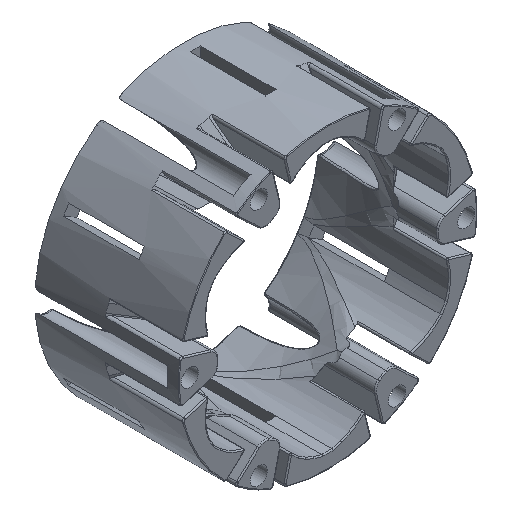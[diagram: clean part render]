
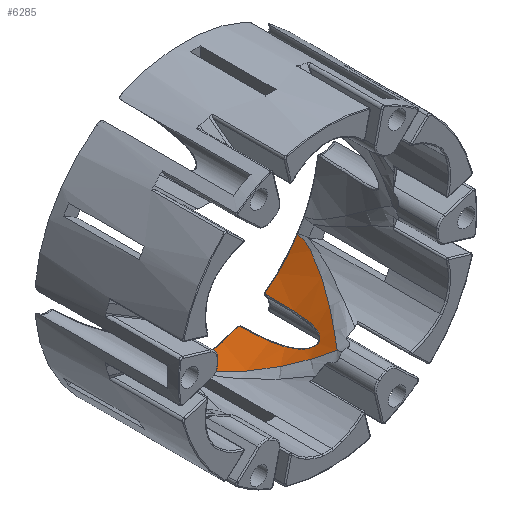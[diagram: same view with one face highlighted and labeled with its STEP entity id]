
A CAD part, isometric view. The second image highlights one B-rep face of the part: STEP entity #6285.
In plain terms, the highlighted free-form (B-spline) face has degree [2, 2] with [3, 3] control points.
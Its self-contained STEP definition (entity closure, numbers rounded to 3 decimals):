
#23=(
BOUNDED_SURFACE()
B_SPLINE_SURFACE(2,2,((#13182,#13183,#13184),(#13185,#13186,#13187),(#13188,
#13189,#13190)),.UNSPECIFIED.,.F.,.F.,.F.)
B_SPLINE_SURFACE_WITH_KNOTS((3,3),(3,3),(-0.441,-0.009),
(1.099,2.043),.UNSPECIFIED.)
GEOMETRIC_REPRESENTATION_ITEM()
RATIONAL_B_SPLINE_SURFACE(((1.,0.891,1.),(0.977,
0.87,0.977),(1.,0.891,1.)))
REPRESENTATION_ITEM('')
SURFACE()
);
#631=FACE_OUTER_BOUND('',#1012,.T.);
#1012=EDGE_LOOP('',(#5225,#5226,#5227,#5228,#5229,#5230,#5231,#5232));
#1376=CIRCLE('',#6901,23.249);
#1435=CIRCLE('',#7013,23.249);
#2250=B_SPLINE_CURVE_WITH_KNOTS('',3,(#12219,#12220,#12221,#12222,#12223),
 .UNSPECIFIED.,.F.,.F.,(4,1,4),(0.,0.024,0.047),
 .UNSPECIFIED.);
#2252=B_SPLINE_CURVE_WITH_KNOTS('',3,(#12302,#12303,#12304,#12305,#12306,
#12307,#12308,#12309,#12310),.UNSPECIFIED.,.F.,.F.,(4,1,1,1,1,1,4),(-1.331,
-1.283,-1.236,-1.141,-0.951,
-0.57,0.),.UNSPECIFIED.);
#2255=B_SPLINE_CURVE_WITH_KNOTS('',3,(#12363,#12364,#12365,#12366,#12367,
#12368,#12369),.UNSPECIFIED.,.F.,.F.,(4,1,1,1,4),(-3.544,-3.204,
-2.86,-2.172,-1.237),.UNSPECIFIED.);
#2276=B_SPLINE_CURVE_WITH_KNOTS('',3,(#12968,#12969,#12970,#12971,#12972),
 .UNSPECIFIED.,.F.,.F.,(4,1,4),(0.,0.024,0.047),
 .UNSPECIFIED.);
#2279=B_SPLINE_CURVE_WITH_KNOTS('',3,(#13052,#13053,#13054,#13055,#13056,
#13057,#13058,#13059,#13060),.UNSPECIFIED.,.F.,.F.,(4,1,1,1,1,1,4),(-1.331,
-1.283,-1.236,-1.141,-0.951,
-0.57,0.),.UNSPECIFIED.);
#2285=B_SPLINE_CURVE_WITH_KNOTS('',3,(#13172,#13173,#13174,#13175,#13176,
#13177,#13178),.UNSPECIFIED.,.F.,.F.,(4,1,1,1,4),(-3.544,-3.204,
-2.86,-2.172,-1.237),.UNSPECIFIED.);
#2757=VERTEX_POINT('',#12175);
#2758=VERTEX_POINT('',#12177);
#2761=VERTEX_POINT('',#12217);
#2763=VERTEX_POINT('',#12288);
#2766=VERTEX_POINT('',#12362);
#2825=VERTEX_POINT('',#12965);
#2826=VERTEX_POINT('',#12967);
#2828=VERTEX_POINT('',#13089);
#3557=EDGE_CURVE('',#2757,#2758,#1376,.T.);
#3563=EDGE_CURVE('',#2761,#2757,#2250,.T.);
#3565=EDGE_CURVE('',#2763,#2761,#2252,.T.);
#3572=EDGE_CURVE('',#2758,#2766,#2255,.T.);
#3682=EDGE_CURVE('',#2826,#2825,#2276,.T.);
#3686=EDGE_CURVE('',#2763,#2826,#2279,.T.);
#3692=EDGE_CURVE('',#2828,#2766,#2285,.T.);
#3695=EDGE_CURVE('',#2825,#2828,#1435,.T.);
#5225=ORIENTED_EDGE('',*,*,#3686,.T.);
#5226=ORIENTED_EDGE('',*,*,#3682,.T.);
#5227=ORIENTED_EDGE('',*,*,#3695,.T.);
#5228=ORIENTED_EDGE('',*,*,#3692,.T.);
#5229=ORIENTED_EDGE('',*,*,#3572,.F.);
#5230=ORIENTED_EDGE('',*,*,#3557,.F.);
#5231=ORIENTED_EDGE('',*,*,#3563,.F.);
#5232=ORIENTED_EDGE('',*,*,#3565,.F.);
#6285=ADVANCED_FACE('',(#631),#23,.F.);
#6901=AXIS2_PLACEMENT_3D('',#12178,#8377,#8378);
#7013=AXIS2_PLACEMENT_3D('',#13191,#8634,#8635);
#8377=DIRECTION('center_axis',(0.,-1.,0.));
#8378=DIRECTION('ref_axis',(0.732,0.,-0.681));
#8634=DIRECTION('center_axis',(0.,1.,0.));
#8635=DIRECTION('ref_axis',(0.224,0.,-0.975));
#12175=CARTESIAN_POINT('',(14.032,24.802,-18.536));
#12177=CARTESIAN_POINT('',(19.508,24.802,-12.646));
#12178=CARTESIAN_POINT('Origin',(0.,24.802,0.));
#12217=CARTESIAN_POINT('',(13.789,24.503,-18.713));
#12219=CARTESIAN_POINT('Ctrl Pts',(13.789,24.503,-18.713));
#12220=CARTESIAN_POINT('Ctrl Pts',(13.79,24.582,-18.714));
#12221=CARTESIAN_POINT('Ctrl Pts',(13.845,24.738,-18.676));
#12222=CARTESIAN_POINT('Ctrl Pts',(13.97,24.802,-18.583));
#12223=CARTESIAN_POINT('Ctrl Pts',(14.032,24.802,-18.536));
#12288=CARTESIAN_POINT('',(10.555,12.27,-18.282));
#12302=CARTESIAN_POINT('Ctrl Pts',(10.555,12.27,-18.282));
#12303=CARTESIAN_POINT('Ctrl Pts',(10.691,12.27,-18.204));
#12304=CARTESIAN_POINT('Ctrl Pts',(10.972,12.369,-18.076));
#12305=CARTESIAN_POINT('Ctrl Pts',(11.441,12.782,-17.948));
#12306=CARTESIAN_POINT('Ctrl Pts',(12.054,13.708,-17.901));
#12307=CARTESIAN_POINT('Ctrl Pts',(12.857,15.771,-18.055));
#12308=CARTESIAN_POINT('Ctrl Pts',(13.582,19.472,-18.483));
#12309=CARTESIAN_POINT('Ctrl Pts',(13.766,22.612,-18.69));
#12310=CARTESIAN_POINT('Ctrl Pts',(13.789,24.503,-18.713));
#12362=CARTESIAN_POINT('',(9.709,8.091,-16.816));
#12363=CARTESIAN_POINT('Ctrl Pts',(19.508,24.802,-12.646));
#12364=CARTESIAN_POINT('Ctrl Pts',(19.46,23.788,-12.704));
#12365=CARTESIAN_POINT('Ctrl Pts',(18.97,21.861,-13.281));
#12366=CARTESIAN_POINT('Ctrl Pts',(17.416,18.46,-14.698));
#12367=CARTESIAN_POINT('Ctrl Pts',(14.46,13.825,-16.427));
#12368=CARTESIAN_POINT('Ctrl Pts',(11.47,10.155,-16.924));
#12369=CARTESIAN_POINT('Ctrl Pts',(9.709,8.091,-16.816));
#12965=CARTESIAN_POINT('',(9.037,24.802,-21.421));
#12967=CARTESIAN_POINT('',(9.311,24.503,-21.298));
#12968=CARTESIAN_POINT('Ctrl Pts',(9.311,24.503,-21.298));
#12969=CARTESIAN_POINT('Ctrl Pts',(9.312,24.582,-21.3));
#12970=CARTESIAN_POINT('Ctrl Pts',(9.252,24.738,-21.328));
#12971=CARTESIAN_POINT('Ctrl Pts',(9.109,24.802,-21.39));
#12972=CARTESIAN_POINT('Ctrl Pts',(9.037,24.802,-21.421));
#13052=CARTESIAN_POINT('Ctrl Pts',(10.555,12.27,-18.282));
#13053=CARTESIAN_POINT('Ctrl Pts',(10.419,12.27,-18.361));
#13054=CARTESIAN_POINT('Ctrl Pts',(10.168,12.369,-18.541));
#13055=CARTESIAN_POINT('Ctrl Pts',(9.823,12.782,-18.882));
#13056=CARTESIAN_POINT('Ctrl Pts',(9.476,13.708,-19.39));
#13057=CARTESIAN_POINT('Ctrl Pts',(9.208,15.77,-20.162));
#13058=CARTESIAN_POINT('Ctrl Pts',(9.216,19.472,-21.004));
#13059=CARTESIAN_POINT('Ctrl Pts',(9.303,22.612,-21.267));
#13060=CARTESIAN_POINT('Ctrl Pts',(9.311,24.503,-21.298));
#13089=CARTESIAN_POINT('',(1.198,24.802,-23.218));
#13172=CARTESIAN_POINT('Ctrl Pts',(1.198,24.802,-23.218));
#13173=CARTESIAN_POINT('Ctrl Pts',(1.272,23.788,-23.204));
#13174=CARTESIAN_POINT('Ctrl Pts',(2.017,21.861,-23.069));
#13175=CARTESIAN_POINT('Ctrl Pts',(4.021,18.46,-22.432));
#13176=CARTESIAN_POINT('Ctrl Pts',(6.996,13.825,-20.737));
#13177=CARTESIAN_POINT('Ctrl Pts',(8.922,10.155,-18.395));
#13178=CARTESIAN_POINT('Ctrl Pts',(9.709,8.091,-16.816));
#13182=CARTESIAN_POINT('Ctrl Pts',(1.,8.091,-19.392));
#13183=CARTESIAN_POINT('Ctrl Pts',(10.901,8.091,-18.881));
#13184=CARTESIAN_POINT('Ctrl Pts',(16.293,8.091,-10.562));
#13185=CARTESIAN_POINT('Ctrl Pts',(1.193,16.026,-23.136));
#13186=CARTESIAN_POINT('Ctrl Pts',(13.006,16.026,-22.526));
#13187=CARTESIAN_POINT('Ctrl Pts',(19.439,16.026,-12.601));
#13188=CARTESIAN_POINT('Ctrl Pts',(1.198,24.802,-23.218));
#13189=CARTESIAN_POINT('Ctrl Pts',(13.052,24.802,-22.606));
#13190=CARTESIAN_POINT('Ctrl Pts',(19.508,24.802,-12.646));
#13191=CARTESIAN_POINT('Origin',(0.,24.802,
0.));
